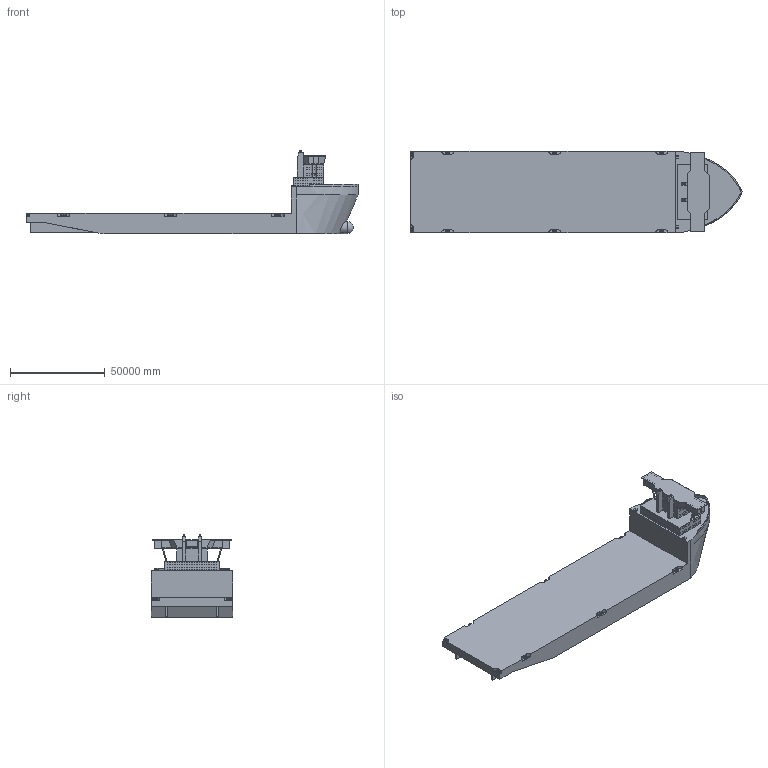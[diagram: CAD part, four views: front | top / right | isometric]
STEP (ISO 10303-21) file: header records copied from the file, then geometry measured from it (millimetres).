
FILE_DESCRIPTION(('FreeCAD Model'),'2;1');
FILE_NAME('Open CASCADE Shape Model','2025-05-03T12:39:55',('FreeCAD'),( 'FreeCAD'),'Open CASCADE STEP processor 7.6','FreeCAD','Unknown');
FILE_SCHEMA(('AUTOMOTIVE_DESIGN { 1 0 10303 214 1 1 1 1 }'));
Length unit declared in the file: millimetre
Products named in the file (1): Open CASCADE STEP translator 7.6 1
Bounding box: 175073.74 x 43026 x 43970.66 mm (x, y, z)
Volume: 87688185852083.9 mm3; surface area: 22633735764.5 mm2
Topology: 10 solids, 10 shells, 1080 faces, 2647 edges, 1736 vertices
Faces by surface type: bspline 1080
Entity records: 34416 total; most frequent: CARTESIAN_POINT 17724, ORIENTED_EDGE 5234, EDGE_CURVE 2617, B_SPLINE_CURVE_WITH_KNOTS 2458, VERTEX_POINT 1736, FACE_BOUND 1279, EDGE_LOOP 1279, ADVANCED_FACE 1080
